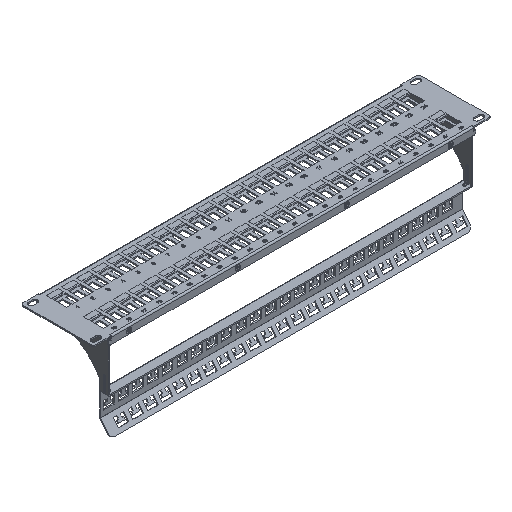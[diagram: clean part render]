
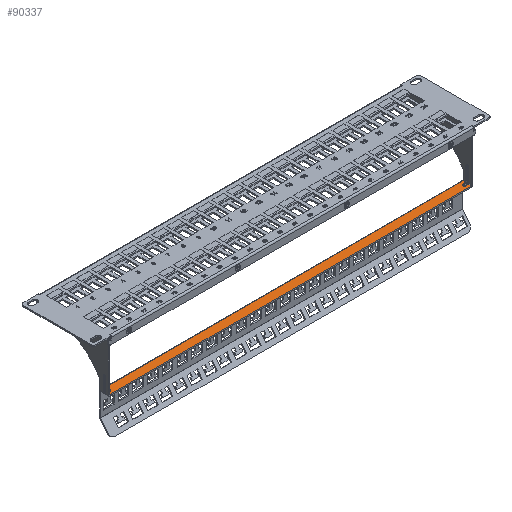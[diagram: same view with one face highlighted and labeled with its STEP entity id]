
A CAD part, isometric view. The second image highlights one B-rep face of the part: STEP entity #90337.
In plain terms, the highlighted face is planar.
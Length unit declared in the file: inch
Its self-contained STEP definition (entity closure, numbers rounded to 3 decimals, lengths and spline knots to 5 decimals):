
#3628 = CARTESIAN_POINT ( 'NONE',  ( 8.64, -0.0698, 0. ) ) ;
#3747 = LINE ( 'NONE', #231696, #78240 ) ;
#4675 = ORIENTED_EDGE ( 'NONE', *, *, #56204, .T. ) ;
#4852 = EDGE_CURVE ( 'NONE', #154863, #201351, #180666, .T. ) ;
#7511 = ORIENTED_EDGE ( 'NONE', *, *, #73236, .F. ) ;
#12542 = AXIS2_PLACEMENT_3D ( 'NONE', #181493, #67059, #200606 ) ;
#12772 = CARTESIAN_POINT ( 'NONE',  ( 8.4905, -0.2654, 0. ) ) ;
#12881 = VERTEX_POINT ( 'NONE', #69169 ) ;
#13192 = CARTESIAN_POINT ( 'NONE',  ( 8.4345, -0.2654, 0. ) ) ;
#16183 = ORIENTED_EDGE ( 'NONE', *, *, #115026, .F. ) ;
#18400 = CARTESIAN_POINT ( 'NONE',  ( 8.64, -0.48, 0. ) ) ;
#19661 = CARTESIAN_POINT ( 'NONE',  ( 8.64, -0.48, 0. ) ) ;
#20175 = EDGE_CURVE ( 'NONE', #151418, #241386, #145081, .T. ) ;
#24876 = ORIENTED_EDGE ( 'NONE', *, *, #95271, .F. ) ;
#27168 = PLANE ( 'NONE',  #12542 ) ;
#27235 = CARTESIAN_POINT ( 'NONE',  ( -8.4345, -0.48, 0. ) ) ;
#28170 = VECTOR ( 'NONE', #36151, 39.37008 ) ;
#31967 = AXIS2_PLACEMENT_3D ( 'NONE', #239568, #104544, #241208 ) ;
#35740 = VECTOR ( 'NONE', #215917, 39.37008 ) ;
#36151 = DIRECTION ( 'NONE',  ( 1., 0., 0. ) ) ;
#39959 = DIRECTION ( 'NONE',  ( 0., 1., 0. ) ) ;
#46978 = VECTOR ( 'NONE', #52431, 39.37008 ) ;
#47737 = CARTESIAN_POINT ( 'NONE',  ( -8.64, -0.2094, 0. ) ) ;
#48006 = CARTESIAN_POINT ( 'NONE',  ( 8.4905, -0.2844, 0. ) ) ;
#48606 = AXIS2_PLACEMENT_3D ( 'NONE', #12772, #223660, #89395 ) ;
#52431 = DIRECTION ( 'NONE',  ( 0., -1., 0. ) ) ;
#53327 = CARTESIAN_POINT ( 'NONE',  ( -8.4345, -0.2844, 0. ) ) ;
#55908 = ORIENTED_EDGE ( 'NONE', *, *, #204791, .F. ) ;
#56204 = EDGE_CURVE ( 'NONE', #147898, #72952, #143275, .T. ) ;
#57354 = CARTESIAN_POINT ( 'NONE',  ( -8.64, -0.2094, 0. ) ) ;
#58210 = DIRECTION ( 'NONE',  ( 0., -1., 0. ) ) ;
#58525 = DIRECTION ( 'NONE',  ( -1., 0., 0. ) ) ;
#62355 = VECTOR ( 'NONE', #145878, 39.37008 ) ;
#64147 = CARTESIAN_POINT ( 'NONE',  ( -8.4905, -0.2094, 0. ) ) ;
#65094 = ORIENTED_EDGE ( 'NONE', *, *, #121525, .F. ) ;
#65922 = VECTOR ( 'NONE', #58210, 39.37008 ) ;
#67059 = DIRECTION ( 'NONE',  ( 0., 0., 1. ) ) ;
#67750 = EDGE_CURVE ( 'NONE', #162312, #12881, #151385, .T. ) ;
#69169 = CARTESIAN_POINT ( 'NONE',  ( -8.64, -0.48, 0. ) ) ;
#71198 = DIRECTION ( 'NONE',  ( 0., 1., 0. ) ) ;
#71280 = CARTESIAN_POINT ( 'NONE',  ( 8.4905, -0.2094, 0. ) ) ;
#72952 = VERTEX_POINT ( 'NONE', #57354 ) ;
#73140 = CARTESIAN_POINT ( 'NONE',  ( 8.64, -0.3404, 0. ) ) ;
#73236 = EDGE_CURVE ( 'NONE', #93913, #74027, #172629, .T. ) ;
#74027 = VERTEX_POINT ( 'NONE', #208723 ) ;
#74630 = ORIENTED_EDGE ( 'NONE', *, *, #96986, .T. ) ;
#75413 = LINE ( 'NONE', #19661, #84274 ) ;
#78240 = VECTOR ( 'NONE', #39959, 39.37008 ) ;
#80161 = EDGE_CURVE ( 'NONE', #93913, #161956, #148814, .T. ) ;
#84274 = VECTOR ( 'NONE', #172289, 39.37008 ) ;
#85270 = VECTOR ( 'NONE', #153016, 39.37008 ) ;
#87990 = ORIENTED_EDGE ( 'NONE', *, *, #184092, .T. ) ;
#89395 = DIRECTION ( 'NONE',  ( 1., 0., 0. ) ) ;
#90337 = ADVANCED_FACE ( 'NONE', ( #215683 ), #27168, .F. ) ;
#93913 = VERTEX_POINT ( 'NONE', #132342 ) ;
#95271 = EDGE_CURVE ( 'NONE', #151418, #152862, #126396, .T. ) ;
#96986 = EDGE_CURVE ( 'NONE', #162312, #152862, #201164, .T. ) ;
#104544 = DIRECTION ( 'NONE',  ( 0., 0., -1. ) ) ;
#115026 = EDGE_CURVE ( 'NONE', #147898, #241386, #206367, .T. ) ;
#115763 = CARTESIAN_POINT ( 'NONE',  ( -8.64, -0.0698, 0. ) ) ;
#118796 = CARTESIAN_POINT ( 'NONE',  ( 8.65, -0.0698, 0. ) ) ;
#121525 = EDGE_CURVE ( 'NONE', #184594, #245427, #156895, .T. ) ;
#122867 = DIRECTION ( 'NONE',  ( 0., 0., -1. ) ) ;
#123711 = CARTESIAN_POINT ( 'NONE',  ( -8.4905, -0.2844, 0. ) ) ;
#124278 = CARTESIAN_POINT ( 'NONE',  ( 8.65, -0.3404, 0. ) ) ;
#124848 = DIRECTION ( 'NONE',  ( 0., 0., -1. ) ) ;
#125370 = DIRECTION ( 'NONE',  ( 1., 0., 0. ) ) ;
#126396 = CIRCLE ( 'NONE', #217766, 0.056 ) ;
#128454 = CARTESIAN_POINT ( 'NONE',  ( -8.64, -0.0698, 0. ) ) ;
#130685 = ORIENTED_EDGE ( 'NONE', *, *, #201530, .F. ) ;
#132342 = CARTESIAN_POINT ( 'NONE',  ( 8.4905, -0.3404, 0. ) ) ;
#132969 = CARTESIAN_POINT ( 'NONE',  ( -8.4625, -0.3404, 0. ) ) ;
#135390 = CARTESIAN_POINT ( 'NONE',  ( -8.64, -0.0698, 0. ) ) ;
#137906 = EDGE_LOOP ( 'NONE', ( #16183, #4675, #55908, #65094, #179870, #87990, #175048, #141340, #7511, #236882, #130685, #208415, #206354, #74630, #24876, #177708 ) ) ;
#139335 = CARTESIAN_POINT ( 'NONE',  ( 8.4345, -0.3124, 0. ) ) ;
#141340 = ORIENTED_EDGE ( 'NONE', *, *, #216446, .T. ) ;
#142259 = VECTOR ( 'NONE', #71198, 39.37008 ) ;
#143091 = VECTOR ( 'NONE', #155643, 39.37008 ) ;
#143275 = LINE ( 'NONE', #47737, #191160 ) ;
#145081 = LINE ( 'NONE', #27235, #142259 ) ;
#145878 = DIRECTION ( 'NONE',  ( 1., 0., 0. ) ) ;
#147898 = VERTEX_POINT ( 'NONE', #64147 ) ;
#148366 = AXIS2_PLACEMENT_3D ( 'NONE', #48006, #124848, #222250 ) ;
#148814 = LINE ( 'NONE', #124278, #62355 ) ;
#151385 = LINE ( 'NONE', #128454, #46978 ) ;
#151418 = VERTEX_POINT ( 'NONE', #53327 ) ;
#152862 = VERTEX_POINT ( 'NONE', #182823 ) ;
#153016 = DIRECTION ( 'NONE',  ( -1., 0., 0. ) ) ;
#154863 = VERTEX_POINT ( 'NONE', #13192 ) ;
#155643 = DIRECTION ( 'NONE',  ( -1., 0., 0. ) ) ;
#156895 = LINE ( 'NONE', #118796, #85270 ) ;
#161156 = LINE ( 'NONE', #139335, #35740 ) ;
#161956 = VERTEX_POINT ( 'NONE', #73140 ) ;
#162312 = VERTEX_POINT ( 'NONE', #240465 ) ;
#171965 = CARTESIAN_POINT ( 'NONE',  ( -8.4345, -0.2654, 0. ) ) ;
#172289 = DIRECTION ( 'NONE',  ( 0., 1., 0. ) ) ;
#172629 = CIRCLE ( 'NONE', #148366, 0.056 ) ;
#175048 = ORIENTED_EDGE ( 'NONE', *, *, #4852, .F. ) ;
#177708 = ORIENTED_EDGE ( 'NONE', *, *, #20175, .T. ) ;
#179870 = ORIENTED_EDGE ( 'NONE', *, *, #244239, .F. ) ;
#180666 = CIRCLE ( 'NONE', #48606, 0.056 ) ;
#181493 = CARTESIAN_POINT ( 'NONE',  ( 8.65, -0.48, 0. ) ) ;
#182823 = CARTESIAN_POINT ( 'NONE',  ( -8.4905, -0.3404, 0. ) ) ;
#184092 = EDGE_CURVE ( 'NONE', #234918, #201351, #196703, .T. ) ;
#184594 = VERTEX_POINT ( 'NONE', #3628 ) ;
#191160 = VECTOR ( 'NONE', #198826, 39.37008 ) ;
#196703 = LINE ( 'NONE', #231466, #143091 ) ;
#198826 = DIRECTION ( 'NONE',  ( -1., 0., 0. ) ) ;
#199376 = EDGE_CURVE ( 'NONE', #225821, #12881, #204886, .T. ) ;
#200606 = DIRECTION ( 'NONE',  ( 1., 0., 0. ) ) ;
#201164 = LINE ( 'NONE', #132969, #28170 ) ;
#201351 = VERTEX_POINT ( 'NONE', #71280 ) ;
#201530 = EDGE_CURVE ( 'NONE', #225821, #161956, #75413, .T. ) ;
#204791 = EDGE_CURVE ( 'NONE', #245427, #72952, #215276, .T. ) ;
#204886 = LINE ( 'NONE', #227836, #237560 ) ;
#206354 = ORIENTED_EDGE ( 'NONE', *, *, #67750, .F. ) ;
#206367 = CIRCLE ( 'NONE', #31967, 0.056 ) ;
#208415 = ORIENTED_EDGE ( 'NONE', *, *, #199376, .T. ) ;
#208723 = CARTESIAN_POINT ( 'NONE',  ( 8.4345, -0.2844, 0. ) ) ;
#215276 = LINE ( 'NONE', #115763, #65922 ) ;
#215683 = FACE_OUTER_BOUND ( 'NONE', #137906, .T. ) ;
#215917 = DIRECTION ( 'NONE',  ( 0., -1., 0. ) ) ;
#216446 = EDGE_CURVE ( 'NONE', #154863, #74027, #161156, .T. ) ;
#217766 = AXIS2_PLACEMENT_3D ( 'NONE', #123711, #122867, #125370 ) ;
#222250 = DIRECTION ( 'NONE',  ( 1., 0., 0. ) ) ;
#223660 = DIRECTION ( 'NONE',  ( 0., 0., -1. ) ) ;
#225821 = VERTEX_POINT ( 'NONE', #18400 ) ;
#227836 = CARTESIAN_POINT ( 'NONE',  ( 8.65, -0.48, 0. ) ) ;
#228702 = CARTESIAN_POINT ( 'NONE',  ( 8.64, -0.2094, 0. ) ) ;
#231466 = CARTESIAN_POINT ( 'NONE',  ( 8.65, -0.2094, 0. ) ) ;
#231696 = CARTESIAN_POINT ( 'NONE',  ( 8.64, -0.48, 0. ) ) ;
#234918 = VERTEX_POINT ( 'NONE', #228702 ) ;
#236882 = ORIENTED_EDGE ( 'NONE', *, *, #80161, .T. ) ;
#237560 = VECTOR ( 'NONE', #58525, 39.37008 ) ;
#239568 = CARTESIAN_POINT ( 'NONE',  ( -8.4905, -0.2654, 0. ) ) ;
#240465 = CARTESIAN_POINT ( 'NONE',  ( -8.64, -0.3404, 0. ) ) ;
#241208 = DIRECTION ( 'NONE',  ( 1., 0., 0. ) ) ;
#241386 = VERTEX_POINT ( 'NONE', #171965 ) ;
#244239 = EDGE_CURVE ( 'NONE', #234918, #184594, #3747, .T. ) ;
#245427 = VERTEX_POINT ( 'NONE', #135390 ) ;
